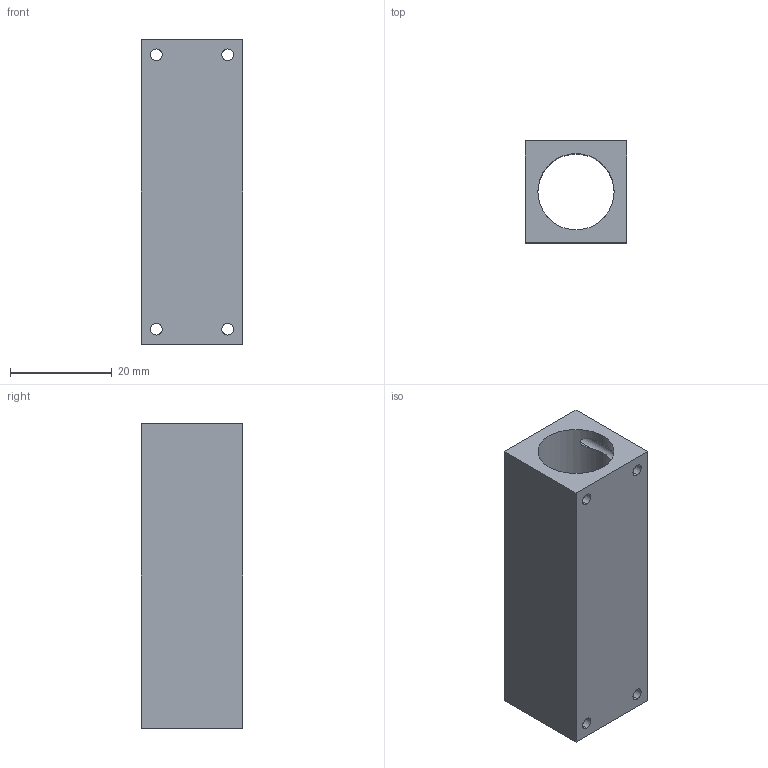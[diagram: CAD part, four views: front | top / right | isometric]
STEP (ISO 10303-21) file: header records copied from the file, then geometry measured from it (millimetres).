
FILE_DESCRIPTION (( 'STEP AP203' ), '1' );
FILE_NAME ('guide X4.STEP', '2014-01-25T12:30:46', ( '' ), ( '' ), 'SwSTEP 2.0', 'SolidWorks 2012', '' );
FILE_SCHEMA (( 'CONFIG_CONTROL_DESIGN' ));
Length unit declared in the file: millimetre
Products named in the file (1): guide X4
Bounding box: 20 x 20 x 60 mm (x, y, z)
Volume: 13142 mm3; surface area: 8403.9 mm2
Topology: 1 solids, 1 shells, 20 faces, 78 edges, 52 vertices
Faces by surface type: cylinder 14, plane 6
Entity records: 1187 total; most frequent: CARTESIAN_POINT 451, ORIENTED_EDGE 156, DIRECTION 116, EDGE_CURVE 78, VERTEX_POINT 52, AXIS2_PLACEMENT_3D 41, LINE 34, VECTOR 34
